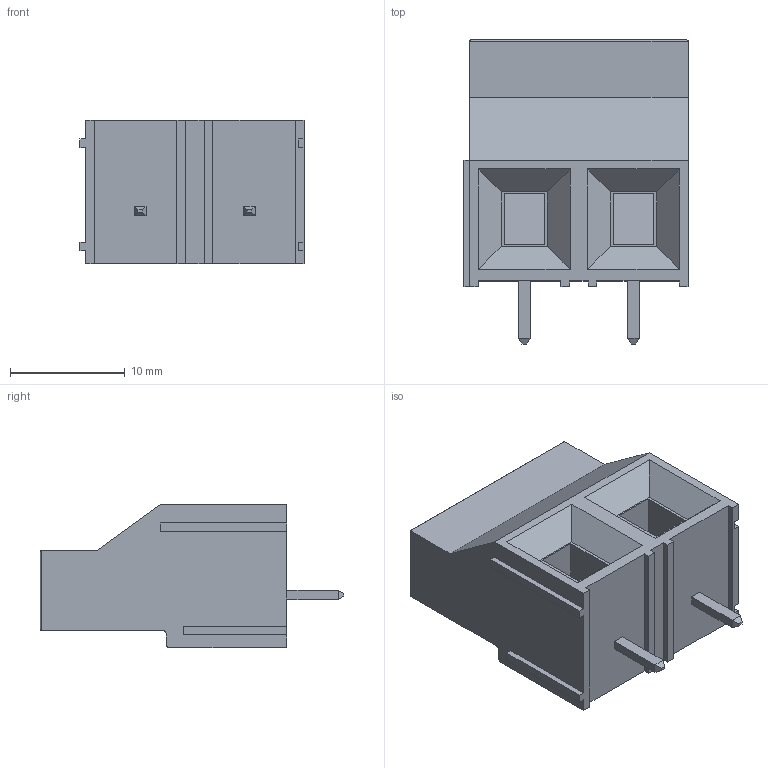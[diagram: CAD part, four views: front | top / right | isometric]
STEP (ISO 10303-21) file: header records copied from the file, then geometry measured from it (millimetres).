
FILE_DESCRIPTION (( 'STEP AP214' ), '1' );
FILE_NAME ('ek950.STEP', '2020-07-31T19:35:31', ( 'pkot' ), ( '' ), 'SwSTEP 2.0', 'SolidWorks 2020', '' );
FILE_SCHEMA (( 'AUTOMOTIVE_DESIGN' ));
Length unit declared in the file: millimetre
Products named in the file (1): ek950
Bounding box: 19.54 x 26.5 x 12.5 mm (x, y, z)
Volume: 3586.6 mm3; surface area: 2417.6 mm2
Topology: 1 solids, 1 shells, 139 faces, 340 edges, 216 vertices
Faces by surface type: plane 101, cylinder 26, torus 8, cone 4
Entity records: 5653 total; most frequent: CARTESIAN_POINT 844, ORIENTED_EDGE 680, DIRECTION 640, EDGE_CURVE 340, LINE 264, VECTOR 264, VERTEX_POINT 216, AXIS2_PLACEMENT_3D 188
